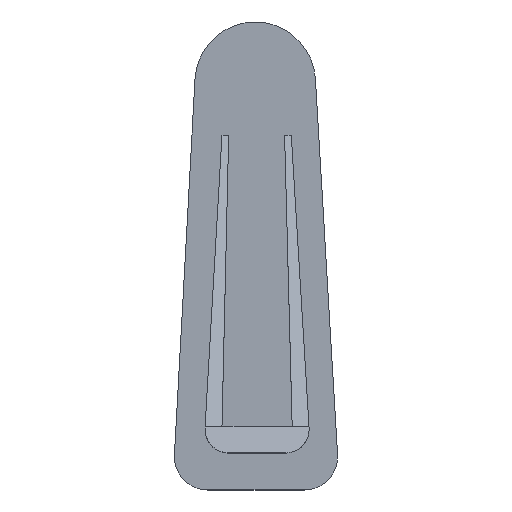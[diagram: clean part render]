
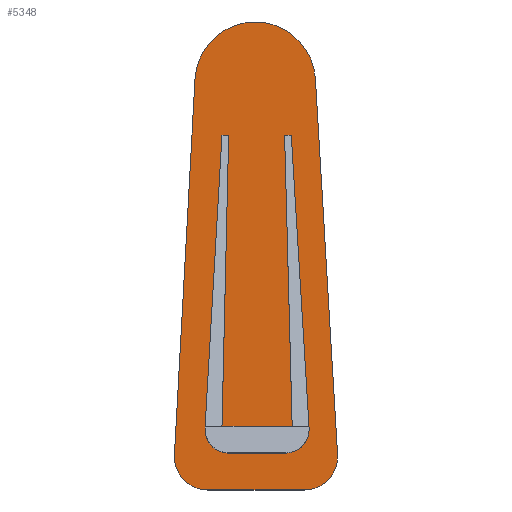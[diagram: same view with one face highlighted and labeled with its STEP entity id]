
A CAD part, top view. The second image highlights one B-rep face of the part: STEP entity #5348.
In plain terms, the highlighted planar face has unit normal (0, 0, 1).
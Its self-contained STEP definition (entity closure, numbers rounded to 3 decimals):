
#3343=CARTESIAN_POINT('',(3.939,1.,1.));
#3344=DIRECTION('',(0.,0.,-1.));
#3345=DIRECTION('',(0.998,0.059,0.));
#3346=AXIS2_PLACEMENT_3D('',#3343,#3344,#3345);
#3351=CARTESIAN_POINT('',(3.939,1.,1.));
#3352=DIRECTION('',(0.,0.,-1.));
#3353=DIRECTION('',(0.728,-0.686,0.));
#3354=AXIS2_PLACEMENT_3D('',#3351,#3352,#3353);
#3359=DIRECTION('',(-1.,0.,0.));
#3360=VECTOR('',#3359,2.883);
#3361=CARTESIAN_POINT('',(3.939,0.,1.));
#3362=LINE('',#3361,#3360);
#3366=CARTESIAN_POINT('',(1.056,1.,1.));
#3367=DIRECTION('',(0.,0.,-1.));
#3368=DIRECTION('',(0.,-1.,0.));
#3369=AXIS2_PLACEMENT_3D('',#3366,#3367,#3368);
#3374=CARTESIAN_POINT('',(1.056,1.,1.));
#3375=DIRECTION('',(0.,0.,-1.));
#3376=DIRECTION('',(-0.726,-0.688,0.));
#3377=AXIS2_PLACEMENT_3D('',#3374,#3375,#3376);
#3382=DIRECTION('',(0.055,0.999,0.));
#3383=VECTOR('',#3382,11.261);
#3384=CARTESIAN_POINT('',(0.058,1.055,1.));
#3385=LINE('',#3384,#3383);
#3389=CARTESIAN_POINT('',(2.471,12.2,1.));
#3390=DIRECTION('',(0.,0.,-1.));
#3391=DIRECTION('',(-0.999,0.055,0.));
#3392=AXIS2_PLACEMENT_3D('',#3389,#3390,#3391);
#3397=DIRECTION('',(1.,0.,0.));
#3398=VECTOR('',#3397,0.006);
#3399=CARTESIAN_POINT('',(2.471,14.,1.));
#3400=LINE('',#3399,#3398);
#3404=CARTESIAN_POINT('',(2.477,12.2,1.));
#3405=DIRECTION('',(0.,0.,-1.));
#3406=DIRECTION('',(0.,1.,0.));
#3407=AXIS2_PLACEMENT_3D('',#3404,#3405,#3406);
#3412=DIRECTION('',(0.059,-0.998,0.));
#3413=VECTOR('',#3412,11.267);
#3414=CARTESIAN_POINT('',(4.274,12.306,1.));
#3415=LINE('',#3414,#3413);
#3419=DIRECTION('',(-0.058,-0.998,0.));
#3420=VECTOR('',#3419,8.774);
#3421=CARTESIAN_POINT('',(1.48,10.6,1.));
#3422=LINE('',#3421,#3420);
#3426=CARTESIAN_POINT('',(1.671,1.8,1.));
#3427=DIRECTION('',(0.,0.,1.));
#3428=DIRECTION('',(-0.998,0.058,0.));
#3429=AXIS2_PLACEMENT_3D('',#3426,#3427,#3428);
#3434=CARTESIAN_POINT('',(1.671,1.8,1.));
#3435=DIRECTION('',(0.,0.,1.));
#3436=DIRECTION('',(-0.727,-0.686,0.));
#3437=AXIS2_PLACEMENT_3D('',#3434,#3435,#3436);
#3442=CARTESIAN_POINT('',(3.386,1.8,1.));
#3443=DIRECTION('',(0.,0.,1.));
#3444=DIRECTION('',(0.,-1.,0.));
#3445=AXIS2_PLACEMENT_3D('',#3442,#3443,#3444);
#3450=CARTESIAN_POINT('',(3.386,1.8,1.));
#3451=DIRECTION('',(0.,0.,1.));
#3452=DIRECTION('',(0.728,-0.685,0.));
#3453=AXIS2_PLACEMENT_3D('',#3450,#3451,#3452);
#3458=DIRECTION('',(-0.061,0.998,0.));
#3459=VECTOR('',#3458,8.774);
#3460=CARTESIAN_POINT('',(4.085,1.842,1.));
#3461=LINE('',#3460,#3459);
#3465=DIRECTION('',(0.026,-1.,0.));
#3466=VECTOR('',#3465,8.703);
#3467=CARTESIAN_POINT('',(3.353,10.6,1.));
#3468=LINE('',#3467,#3466);
#3472=DIRECTION('',(0.023,1.,0.));
#3473=VECTOR('',#3472,8.702);
#3474=CARTESIAN_POINT('',(1.48,1.9,1.));
#3475=LINE('',#3474,#3473);
#3622=DIRECTION('',(1.,0.,0.));
#3623=VECTOR('',#3622,2.1);
#3624=CARTESIAN_POINT('',(1.48,1.9,1.));
#3625=LINE('',#3624,#3623);
#3657=DIRECTION('',(1.,0.,0.));
#3658=VECTOR('',#3657,0.2);
#3659=CARTESIAN_POINT('',(1.48,10.6,1.));
#3660=LINE('',#3659,#3658);
#3678=DIRECTION('',(1.,0.,0.));
#3679=VECTOR('',#3678,0.2);
#3680=CARTESIAN_POINT('',(3.353,10.6,1.));
#3681=LINE('',#3680,#3679);
#3692=DIRECTION('',(-1.,0.,0.));
#3693=VECTOR('',#3692,1.715);
#3694=CARTESIAN_POINT('',(3.386,1.1,1.));
#3695=LINE('',#3694,#3693);
#4608=CARTESIAN_POINT('',(3.939,0.,1.));
#4609=VERTEX_POINT('',#4608);
#4610=CARTESIAN_POINT('',(4.667,0.314,1.));
#4611=VERTEX_POINT('',#4610);
#4612=CARTESIAN_POINT('',(4.938,1.059,1.));
#4613=VERTEX_POINT('',#4612);
#4614=CARTESIAN_POINT('',(1.056,0.,1.));
#4615=VERTEX_POINT('',#4614);
#4616=CARTESIAN_POINT('',(0.058,1.055,1.));
#4617=VERTEX_POINT('',#4616);
#4618=CARTESIAN_POINT('',(0.33,0.312,1.));
#4619=VERTEX_POINT('',#4618);
#4620=CARTESIAN_POINT('',(0.674,12.298,1.));
#4621=VERTEX_POINT('',#4620);
#4622=CARTESIAN_POINT('',(2.471,14.,1.));
#4623=VERTEX_POINT('',#4622);
#4624=CARTESIAN_POINT('',(2.477,14.,1.));
#4625=VERTEX_POINT('',#4624);
#4626=CARTESIAN_POINT('',(4.274,12.306,1.));
#4627=VERTEX_POINT('',#4626);
#4628=CARTESIAN_POINT('',(1.48,10.6,1.));
#4629=CARTESIAN_POINT('',(0.972,1.841,1.));
#4630=VERTEX_POINT('',#4628);
#4631=VERTEX_POINT('',#4629);
#4632=CARTESIAN_POINT('',(1.162,1.32,1.));
#4633=CARTESIAN_POINT('',(1.671,1.1,1.));
#4634=VERTEX_POINT('',#4632);
#4635=VERTEX_POINT('',#4633);
#4636=CARTESIAN_POINT('',(3.386,1.1,1.));
#4637=VERTEX_POINT('',#4636);
#4638=CARTESIAN_POINT('',(3.896,1.32,1.));
#4639=CARTESIAN_POINT('',(4.085,1.842,1.));
#4640=VERTEX_POINT('',#4638);
#4641=VERTEX_POINT('',#4639);
#4642=CARTESIAN_POINT('',(3.553,10.6,1.));
#4643=VERTEX_POINT('',#4642);
#4644=CARTESIAN_POINT('',(3.353,10.6,1.));
#4645=VERTEX_POINT('',#4644);
#4646=CARTESIAN_POINT('',(3.58,1.9,1.));
#4647=VERTEX_POINT('',#4646);
#4648=CARTESIAN_POINT('',(1.48,1.9,1.));
#4649=VERTEX_POINT('',#4648);
#4650=CARTESIAN_POINT('',(1.68,10.6,1.));
#4651=VERTEX_POINT('',#4650);
#5305=CARTESIAN_POINT('',(2.487,6.396,1.));
#5306=DIRECTION('',(0.,0.,1.));
#5307=DIRECTION('',(1.,0.,0.));
#5308=AXIS2_PLACEMENT_3D('',#5305,#5306,#5307);
#5309=PLANE('',#5308);
#5310=ORIENTED_EDGE('',*,*,#5142,.T.);
#5311=ORIENTED_EDGE('',*,*,#5140,.T.);
#5312=ORIENTED_EDGE('',*,*,#5164,.T.);
#5313=ORIENTED_EDGE('',*,*,#5188,.T.);
#5314=ORIENTED_EDGE('',*,*,#5186,.T.);
#5315=ORIENTED_EDGE('',*,*,#5209,.T.);
#5316=ORIENTED_EDGE('',*,*,#5230,.T.);
#5317=ORIENTED_EDGE('',*,*,#5251,.T.);
#5318=ORIENTED_EDGE('',*,*,#5272,.T.);
#5319=ORIENTED_EDGE('',*,*,#5292,.T.);
#5320=EDGE_LOOP('',(#5310,#5311,#5312,#5313,#5314,#5315,#5316,#5317,#5318,
#5319));
#5321=FACE_OUTER_BOUND('',#5320,.F.);
#5323=ORIENTED_EDGE('',*,*,#5322,.T.);
#5325=ORIENTED_EDGE('',*,*,#5324,.T.);
#5327=ORIENTED_EDGE('',*,*,#5326,.T.);
#5329=ORIENTED_EDGE('',*,*,#5328,.F.);
#5331=ORIENTED_EDGE('',*,*,#5330,.T.);
#5333=ORIENTED_EDGE('',*,*,#5332,.T.);
#5335=ORIENTED_EDGE('',*,*,#5334,.T.);
#5337=ORIENTED_EDGE('',*,*,#5336,.F.);
#5339=ORIENTED_EDGE('',*,*,#5338,.T.);
#5341=ORIENTED_EDGE('',*,*,#5340,.F.);
#5343=ORIENTED_EDGE('',*,*,#5342,.T.);
#5345=ORIENTED_EDGE('',*,*,#5344,.F.);
#5346=EDGE_LOOP('',(#5323,#5325,#5327,#5329,#5331,#5333,#5335,#5337,#5339,#5341,
#5343,#5345));
#5347=FACE_BOUND('',#5346,.F.);
#3347=CIRCLE('',#3346,1.);
#3355=CIRCLE('',#3354,1.);
#3370=CIRCLE('',#3369,1.);
#3378=CIRCLE('',#3377,1.);
#3393=CIRCLE('',#3392,1.8);
#3408=CIRCLE('',#3407,1.8);
#3430=CIRCLE('',#3429,0.7);
#3438=CIRCLE('',#3437,0.7);
#3446=CIRCLE('',#3445,0.7);
#3454=CIRCLE('',#3453,0.7);
#5140=EDGE_CURVE('',#4611,#4609,#3355,.T.);
#5142=EDGE_CURVE('',#4613,#4611,#3347,.T.);
#5164=EDGE_CURVE('',#4609,#4615,#3362,.T.);
#5186=EDGE_CURVE('',#4619,#4617,#3378,.T.);
#5188=EDGE_CURVE('',#4615,#4619,#3370,.T.);
#5209=EDGE_CURVE('',#4617,#4621,#3385,.T.);
#5230=EDGE_CURVE('',#4621,#4623,#3393,.T.);
#5251=EDGE_CURVE('',#4623,#4625,#3400,.T.);
#5272=EDGE_CURVE('',#4625,#4627,#3408,.T.);
#5292=EDGE_CURVE('',#4627,#4613,#3415,.T.);
#5322=EDGE_CURVE('',#4630,#4631,#3422,.T.);
#5324=EDGE_CURVE('',#4631,#4634,#3430,.T.);
#5326=EDGE_CURVE('',#4634,#4635,#3438,.T.);
#5328=EDGE_CURVE('',#4637,#4635,#3695,.T.);
#5330=EDGE_CURVE('',#4637,#4640,#3446,.T.);
#5332=EDGE_CURVE('',#4640,#4641,#3454,.T.);
#5334=EDGE_CURVE('',#4641,#4643,#3461,.T.);
#5336=EDGE_CURVE('',#4645,#4643,#3681,.T.);
#5338=EDGE_CURVE('',#4645,#4647,#3468,.T.);
#5340=EDGE_CURVE('',#4649,#4647,#3625,.T.);
#5342=EDGE_CURVE('',#4649,#4651,#3475,.T.);
#5344=EDGE_CURVE('',#4630,#4651,#3660,.T.);
#5348=ADVANCED_FACE('',(#5321,#5347),#5309,.T.);
